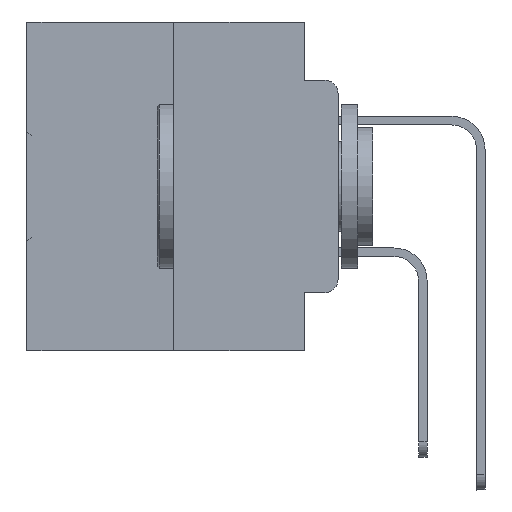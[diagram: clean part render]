
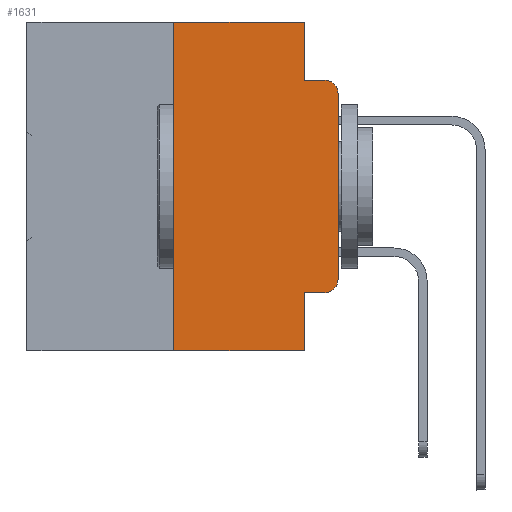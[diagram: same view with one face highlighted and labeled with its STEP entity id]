
A CAD part, left-side view. The second image highlights one B-rep face of the part: STEP entity #1631.
In plain terms, the highlighted planar face has unit normal (-1, 0, 0).
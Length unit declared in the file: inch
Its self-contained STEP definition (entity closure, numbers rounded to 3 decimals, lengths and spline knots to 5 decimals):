
#382 = AXIS2_PLACEMENT_3D ( 'NONE', #34019, #16703, #27890 ) ;
#1631 = ADVANCED_FACE ( 'NONE', ( #15820 ), #15988, .F. ) ;
#2267 = ORIENTED_EDGE ( 'NONE', *, *, #13743, .F. ) ;
#2633 = LINE ( 'NONE', #36541, #24614 ) ;
#2783 = EDGE_CURVE ( 'NONE', #17102, #16784, #21804, .T. ) ;
#3566 = VECTOR ( 'NONE', #25964, 39.37008 ) ;
#3910 = VERTEX_POINT ( 'NONE', #23867 ) ;
#4692 = CARTESIAN_POINT ( 'NONE',  ( 0., 0.25, -0.5 ) ) ;
#5256 = VERTEX_POINT ( 'NONE', #17972 ) ;
#6445 = EDGE_CURVE ( 'NONE', #3910, #17677, #33172, .T. ) ;
#6919 = ORIENTED_EDGE ( 'NONE', *, *, #30366, .F. ) ;
#7152 = CARTESIAN_POINT ( 'NONE',  ( 0., 0.051, 0. ) ) ;
#7678 = CARTESIAN_POINT ( 'NONE',  ( 0., 0.473, 0. ) ) ;
#8062 = DIRECTION ( 'NONE',  ( 0., -1., 0. ) ) ;
#8728 = EDGE_CURVE ( 'NONE', #17677, #30082, #9067, .T. ) ;
#8982 = CARTESIAN_POINT ( 'NONE',  ( 0., 0.051, -0.0885 ) ) ;
#9039 = ORIENTED_EDGE ( 'NONE', *, *, #11437, .F. ) ;
#9067 = LINE ( 'NONE', #20409, #29121 ) ;
#9802 = CARTESIAN_POINT ( 'NONE',  ( 0., 0.25, 0. ) ) ;
#11437 = EDGE_CURVE ( 'NONE', #16784, #34618, #14120, .T. ) ;
#11997 = CARTESIAN_POINT ( 'NONE',  ( 0., 0.051, -0.0885 ) ) ;
#11999 = LINE ( 'NONE', #34521, #3566 ) ;
#13743 = EDGE_CURVE ( 'NONE', #34618, #20537, #14805, .T. ) ;
#14120 = LINE ( 'NONE', #24907, #30488 ) ;
#14356 = EDGE_CURVE ( 'NONE', #24342, #16977, #2633, .T. ) ;
#14497 = LINE ( 'NONE', #34388, #24491 ) ;
#14805 = LINE ( 'NONE', #11997, #29349 ) ;
#15119 = AXIS2_PLACEMENT_3D ( 'NONE', #24101, #24453, #35466 ) ;
#15578 = ORIENTED_EDGE ( 'NONE', *, *, #2783, .F. ) ;
#15820 = FACE_OUTER_BOUND ( 'NONE', #32066, .T. ) ;
#15988 = PLANE ( 'NONE',  #30695 ) ;
#16301 = CIRCLE ( 'NONE', #15119, 0.02 ) ;
#16703 = DIRECTION ( 'NONE',  ( -1., 0., 0. ) ) ;
#16784 = VERTEX_POINT ( 'NONE', #27337 ) ;
#16977 = VERTEX_POINT ( 'NONE', #28828 ) ;
#17102 = VERTEX_POINT ( 'NONE', #9802 ) ;
#17677 = VERTEX_POINT ( 'NONE', #24774 ) ;
#17972 = CARTESIAN_POINT ( 'NONE',  ( 0., 0.051, -0.4115 ) ) ;
#18509 = DIRECTION ( 'NONE',  ( 0., 0., -1. ) ) ;
#20409 = CARTESIAN_POINT ( 'NONE',  ( 0., 0., 0. ) ) ;
#20537 = VERTEX_POINT ( 'NONE', #27575 ) ;
#20738 = ORIENTED_EDGE ( 'NONE', *, *, #21889, .T. ) ;
#21238 = ORIENTED_EDGE ( 'NONE', *, *, #32125, .T. ) ;
#21350 = ORIENTED_EDGE ( 'NONE', *, *, #28948, .F. ) ;
#21518 = VECTOR ( 'NONE', #18509, 39.37008 ) ;
#21804 = LINE ( 'NONE', #7678, #35526 ) ;
#21876 = ORIENTED_EDGE ( 'NONE', *, *, #6445, .T. ) ;
#21889 = EDGE_CURVE ( 'NONE', #30082, #20537, #16301, .T. ) ;
#23867 = CARTESIAN_POINT ( 'NONE',  ( 0., 0.02, -0.4115 ) ) ;
#24090 = LINE ( 'NONE', #7152, #21518 ) ;
#24101 = CARTESIAN_POINT ( 'NONE',  ( 0., 0.02, -0.1085 ) ) ;
#24342 = VERTEX_POINT ( 'NONE', #4692 ) ;
#24453 = DIRECTION ( 'NONE',  ( -1., 0., 0. ) ) ;
#24491 = VECTOR ( 'NONE', #25830, 39.37008 ) ;
#24614 = VECTOR ( 'NONE', #8062, 39.37008 ) ;
#24774 = CARTESIAN_POINT ( 'NONE',  ( 0., 0., -0.3915 ) ) ;
#24907 = CARTESIAN_POINT ( 'NONE',  ( 0., 0.051, 0. ) ) ;
#24952 = ORIENTED_EDGE ( 'NONE', *, *, #14356, .T. ) ;
#25830 = DIRECTION ( 'NONE',  ( 0., -1., 0. ) ) ;
#25964 = DIRECTION ( 'NONE',  ( 0., 0., 1. ) ) ;
#27337 = CARTESIAN_POINT ( 'NONE',  ( 0., 0.051, 0. ) ) ;
#27575 = CARTESIAN_POINT ( 'NONE',  ( 0., 0.02, -0.0885 ) ) ;
#27890 = DIRECTION ( 'NONE',  ( 0., 0., -1. ) ) ;
#28631 = DIRECTION ( 'NONE',  ( 0., 0., -1. ) ) ;
#28828 = CARTESIAN_POINT ( 'NONE',  ( 0., 0.051, -0.5 ) ) ;
#28948 = EDGE_CURVE ( 'NONE', #24342, #17102, #11999, .T. ) ;
#29121 = VECTOR ( 'NONE', #32527, 39.37008 ) ;
#29349 = VECTOR ( 'NONE', #32322, 39.37008 ) ;
#29777 = CARTESIAN_POINT ( 'NONE',  ( 0., 0.473, 0. ) ) ;
#30082 = VERTEX_POINT ( 'NONE', #36064 ) ;
#30366 = EDGE_CURVE ( 'NONE', #5256, #16977, #24090, .T. ) ;
#30406 = DIRECTION ( 'NONE',  ( 0., -1., 0. ) ) ;
#30488 = VECTOR ( 'NONE', #28631, 39.37008 ) ;
#30695 = AXIS2_PLACEMENT_3D ( 'NONE', #29777, #35916, #32952 ) ;
#32066 = EDGE_LOOP ( 'NONE', ( #32954, #20738, #2267, #9039, #15578, #21350, #24952, #6919, #21238, #21876 ) ) ;
#32125 = EDGE_CURVE ( 'NONE', #5256, #3910, #14497, .T. ) ;
#32322 = DIRECTION ( 'NONE',  ( 0., -1., 0. ) ) ;
#32527 = DIRECTION ( 'NONE',  ( 0., 0., 1. ) ) ;
#32952 = DIRECTION ( 'NONE',  ( 0., 0., -1. ) ) ;
#32954 = ORIENTED_EDGE ( 'NONE', *, *, #8728, .T. ) ;
#33172 = CIRCLE ( 'NONE', #382, 0.02 ) ;
#34019 = CARTESIAN_POINT ( 'NONE',  ( 0., 0.02, -0.3915 ) ) ;
#34388 = CARTESIAN_POINT ( 'NONE',  ( 0., 0.051, -0.4115 ) ) ;
#34521 = CARTESIAN_POINT ( 'NONE',  ( 0., 0.25, 0. ) ) ;
#34618 = VERTEX_POINT ( 'NONE', #8982 ) ;
#35466 = DIRECTION ( 'NONE',  ( 0., 0., -1. ) ) ;
#35526 = VECTOR ( 'NONE', #30406, 39.37008 ) ;
#35916 = DIRECTION ( 'NONE',  ( 1., 0., 0. ) ) ;
#36064 = CARTESIAN_POINT ( 'NONE',  ( 0., 0., -0.1085 ) ) ;
#36541 = CARTESIAN_POINT ( 'NONE',  ( 0., 0.473, -0.5 ) ) ;
